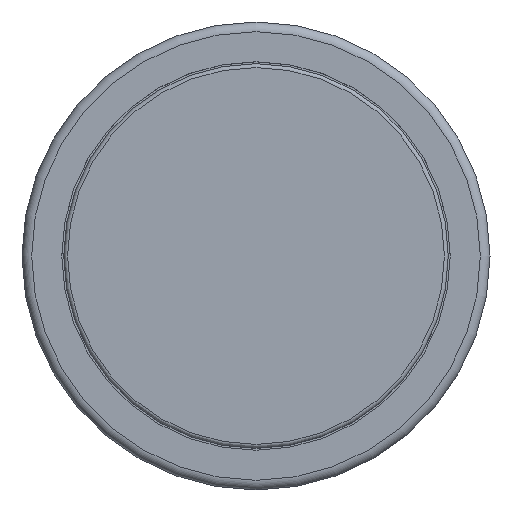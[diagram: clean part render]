
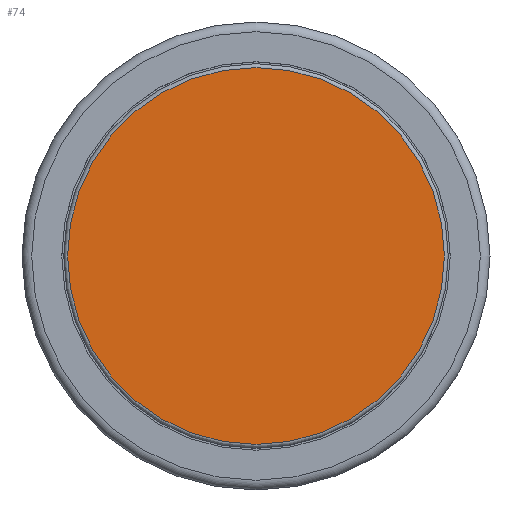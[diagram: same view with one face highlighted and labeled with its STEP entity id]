
A CAD part, top view. The second image highlights one B-rep face of the part: STEP entity #74.
In plain terms, the highlighted planar face has unit normal (0, 0, 1).
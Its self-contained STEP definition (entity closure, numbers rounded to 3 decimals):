
#74 = ADVANCED_FACE( '', ( #167 ), #168, .F. );
#167 = FACE_OUTER_BOUND( '', #286, .T. );
#168 = PLANE( '', #287 );
#286 = EDGE_LOOP( '', ( #421 ) );
#287 = AXIS2_PLACEMENT_3D( '', #422, #423, #424 );
#421 = ORIENTED_EDGE( '', *, *, #550, .T. );
#422 = CARTESIAN_POINT( '', ( 9.9, 0., 0. ) );
#423 = DIRECTION( '', ( 0., 0., -1. ) );
#424 = DIRECTION( '', ( 1., 0., 0. ) );
#550 = EDGE_CURVE( '', #622, #622, #623, .F. );
#622 = VERTEX_POINT( '', #702 );
#623 = CIRCLE( '', #703, 9.7 );
#702 = CARTESIAN_POINT( '', ( 9.7, 0., 0. ) );
#703 = AXIS2_PLACEMENT_3D( '', #787, #788, #789 );
#787 = CARTESIAN_POINT( '', ( 0., 0., 0. ) );
#788 = DIRECTION( '', ( 0., 0., -1. ) );
#789 = DIRECTION( '', ( 1., 0., 0. ) );
